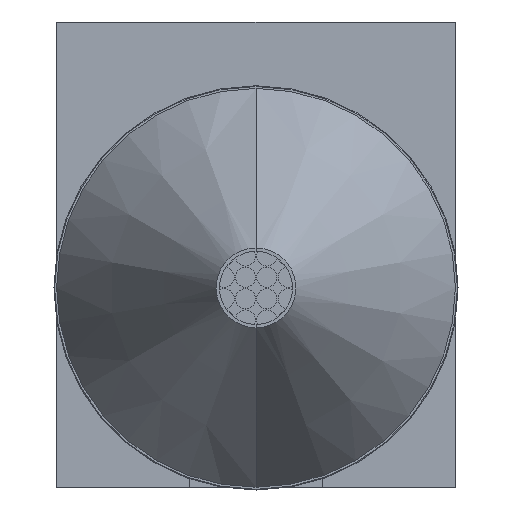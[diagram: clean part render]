
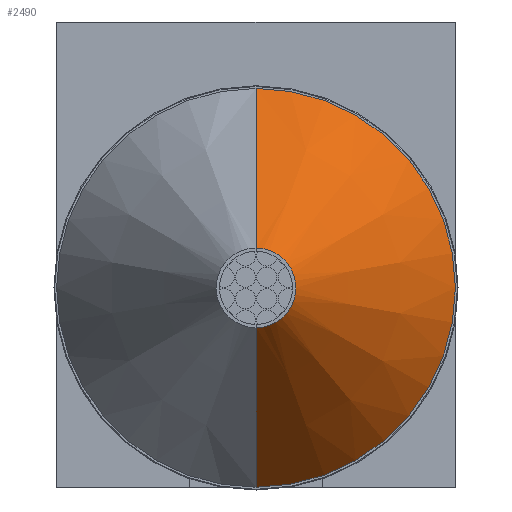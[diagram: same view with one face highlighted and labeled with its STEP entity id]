
A CAD part, front view. The second image highlights one B-rep face of the part: STEP entity #2490.
In plain terms, the highlighted conical face has half-angle 30.964 degrees and reference radius 75 mm.
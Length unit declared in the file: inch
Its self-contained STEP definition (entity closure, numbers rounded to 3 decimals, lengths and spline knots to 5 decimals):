
#2490=ADVANCED_FACE('',(#5515),#5516,.T.);
#5515=FACE_OUTER_BOUND('',#8899,.T.);
#5516=CONICAL_SURFACE('',#8900,2.95276,0.54);
#8899=EDGE_LOOP('',(#16352,#16353,#16354,#16355));
#8900=AXIS2_PLACEMENT_3D('',#16356,#16357,#16358);
#16352=ORIENTED_EDGE('',*,*,#20388,.F.);
#16353=ORIENTED_EDGE('',*,*,#19529,.F.);
#16354=ORIENTED_EDGE('',*,*,#20389,.F.);
#16355=ORIENTED_EDGE('',*,*,#20081,.T.);
#16356=CARTESIAN_POINT('',(0.0,4.92126,0.0));
#16357=DIRECTION('',(-0.0,1.0,-0.0));
#16358=DIRECTION('',(0.0,0.0,-1.0));
#19529=EDGE_CURVE('',#23930,#23929,#23932,.T.);
#20081=EDGE_CURVE('',#24774,#24775,#24776,.T.);
#20388=EDGE_CURVE('',#23929,#24775,#25209,.T.);
#20389=EDGE_CURVE('',#24774,#23930,#25210,.T.);
#23929=VERTEX_POINT('',#29427);
#23930=VERTEX_POINT('',#29428);
#23932=CIRCLE('',#29430,5.90551);
#24774=VERTEX_POINT('',#30433);
#24775=VERTEX_POINT('',#30434);
#24776=CIRCLE('',#30435,1.1811);
#25209=LINE('',#30980,#30981);
#25210=LINE('',#30982,#30983);
#29427=CARTESIAN_POINT('',(0.0,9.84252,-5.90551));
#29428=CARTESIAN_POINT('',(0.,9.84252,5.90551));
#29430=AXIS2_PLACEMENT_3D('',#35252,#35253,#35254);
#30433=CARTESIAN_POINT('',(0.,1.9685,1.1811));
#30434=CARTESIAN_POINT('',(0.,1.9685,-1.1811));
#30435=AXIS2_PLACEMENT_3D('',#36178,#36179,#36180);
#30980=CARTESIAN_POINT('',(0.,4.92126,-2.95276));
#30981=VECTOR('',#36660,1.0);
#30982=CARTESIAN_POINT('',(0.,4.92126,2.95276));
#30983=VECTOR('',#36661,1.0);
#35252=CARTESIAN_POINT('',(0.0,9.84252,0.0));
#35253=DIRECTION('',(0.0,1.0,0.0));
#35254=DIRECTION('',(0.0,0.0,-1.0));
#36178=CARTESIAN_POINT('',(0.0,1.9685,0.0));
#36179=DIRECTION('',(0.0,1.0,0.0));
#36180=DIRECTION('',(0.0,0.0,-1.0));
#36660=DIRECTION('',(0.,-0.857,0.514));
#36661=DIRECTION('',(0.,0.857,0.514));
